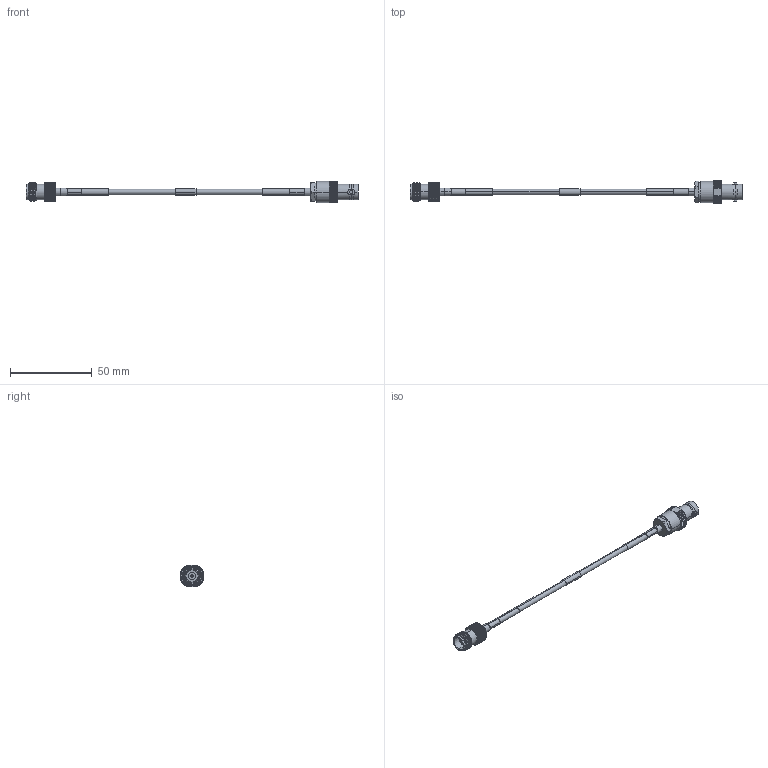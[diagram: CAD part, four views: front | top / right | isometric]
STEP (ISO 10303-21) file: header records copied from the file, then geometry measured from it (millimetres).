
FILE_DESCRIPTION (( 'STEP AP214' ), '1' );
FILE_NAME ('LCCA30529_3D.STEP', '2020-05-11T20:23:42', ( '' ), ( '' ), 'SwSTEP 2.0', 'SolidWorks 2018', '' );
FILE_SCHEMA (( 'AUTOMOTIVE_DESIGN' ));
Length unit declared in the file: inch
Products named in the file (6): LCCA30529_3D; LC141TBJ (141 Formable with HeatShrink); LCCN3040; LCCN3067; 1AW01-003_.152 ID; LC141TBJ-PROD
Assembly tree (7 placements, depth 3):
  LCCA30529_3D
    LC141TBJ-PROD
      LC141TBJ (141 Formable with HeatShrink)
      1AW01-003_.152 ID  x3
    LCCN3067
    LCCN3040
Bounding box: 202.54 x 14.48 x 12.95 mm (x, y, z)
Volume: 5498.4 mm3; surface area: 7329.2 mm2
Topology: 9 solids, 9 shells, 2117 faces, 4565 edges, 2483 vertices
Faces by surface type: bspline 1283, cylinder 461, plane 215, cone 154, torus 4
Entity records: 73334 total; most frequent: CARTESIAN_POINT 41676, ORIENTED_EDGE 9082, EDGE_CURVE 4541, DIRECTION 3144, VERTEX_POINT 2467, EDGE_LOOP 2128, ADVANCED_FACE 2105, FACE_OUTER_BOUND 2105
